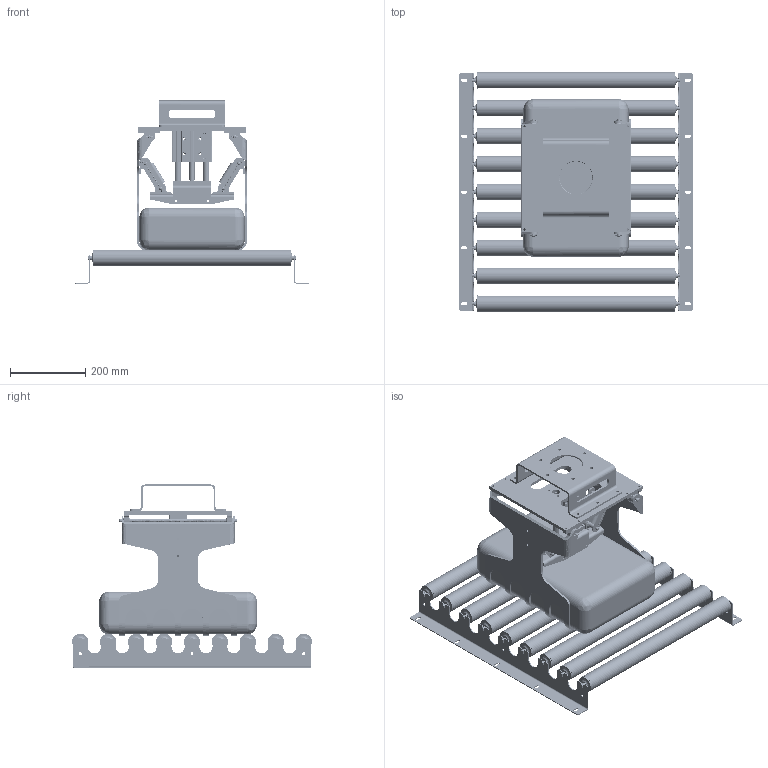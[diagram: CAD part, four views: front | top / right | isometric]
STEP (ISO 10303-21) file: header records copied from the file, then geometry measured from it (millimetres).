
FILE_DESCRIPTION(('FreeCAD Model'),'2;1');
FILE_NAME('Open CASCADE Shape Model','2025-05-02T16:09:45',('FreeCAD'),( 'FreeCAD'),'Open CASCADE STEP processor 7.6','FreeCAD','Unknown');
FILE_SCHEMA(('AUTOMOTIVE_DESIGN { 1 0 10303 214 1 1 1 1 }'));
Products named in the file (1): Open CASCADE STEP translator 7.6 1
Bounding box: 619.23 x 636.67 x 485.79 mm (x, y, z)
Volume: 16992176.9 mm3; surface area: 3079034.3 mm2
Topology: 105 solids, 105 shells, 3601 faces, 9882 edges, 6604 vertices
Faces by surface type: bspline 3601
Entity records: 137434 total; most frequent: CARTESIAN_POINT 80910, ORIENTED_EDGE 19536, EDGE_CURVE 9768, VERTEX_POINT 6604, B_SPLINE_CURVE_WITH_KNOTS 5900, FACE_BOUND 4528, EDGE_LOOP 4512, ADVANCED_FACE 3593
